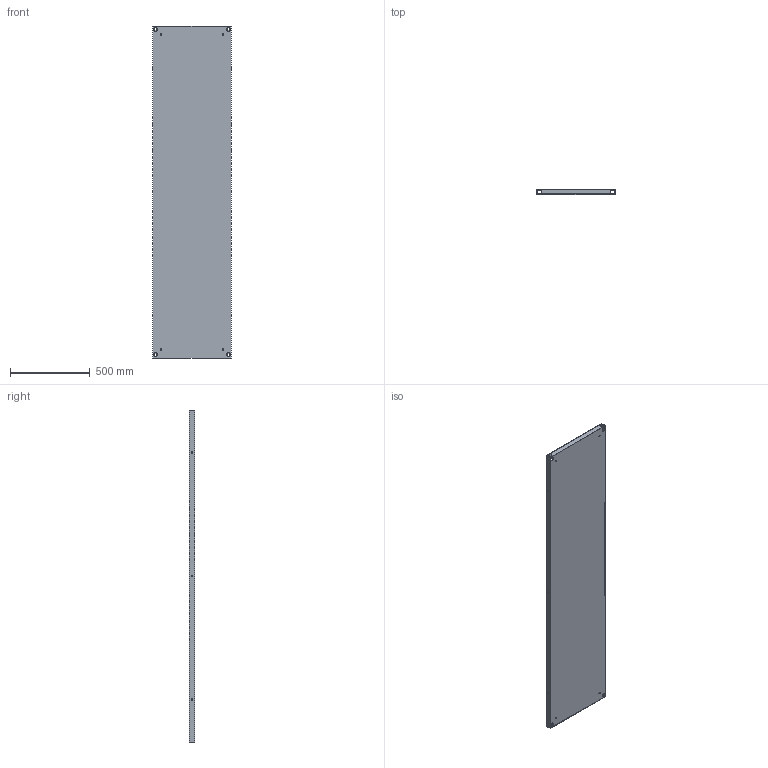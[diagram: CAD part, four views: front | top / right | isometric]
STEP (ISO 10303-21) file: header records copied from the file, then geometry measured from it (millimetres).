
FILE_DESCRIPTION (( 'STEP AP203' ), '1' );
FILE_NAME ('PNA226_Default.step', '2025-05-14T12:55:17', ( 'Windows User' ), ( 'AUTOMATION DIRECT' ), 'SwSTEP 2.0', 'SolidWorks 2024', '' );
FILE_SCHEMA (( 'CONFIG_CONTROL_DESIGN' ));
Length unit declared in the file: millimetre
Products named in the file (1): PNA226_Default
Bounding box: 490 x 32.5 x 2080 mm (x, y, z)
Volume: 3161928.3 mm3; surface area: 2545491.2 mm2
Topology: 1 solids, 1 shells, 70 faces, 214 edges, 144 vertices
Faces by surface type: plane 48, cylinder 22
Full cylindrical faces by diameter (mm): 9 x4, 9.5 x6, 24 x4
Entity records: 2469 total; most frequent: CARTESIAN_POINT 407, ORIENTED_EDGE 392, DIRECTION 382, EDGE_CURVE 196, LINE 152, VECTOR 152, VERTEX_POINT 140, EDGE_LOOP 134
